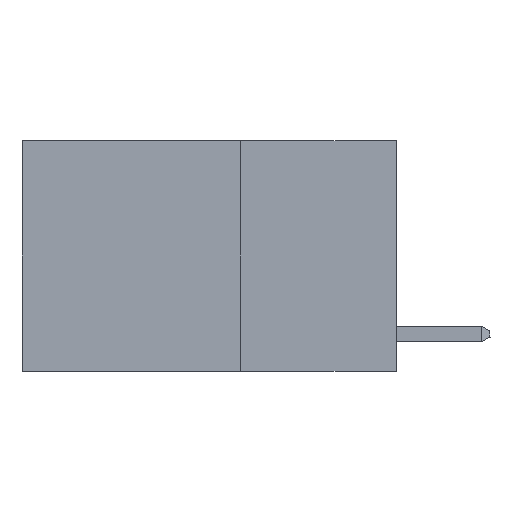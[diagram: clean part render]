
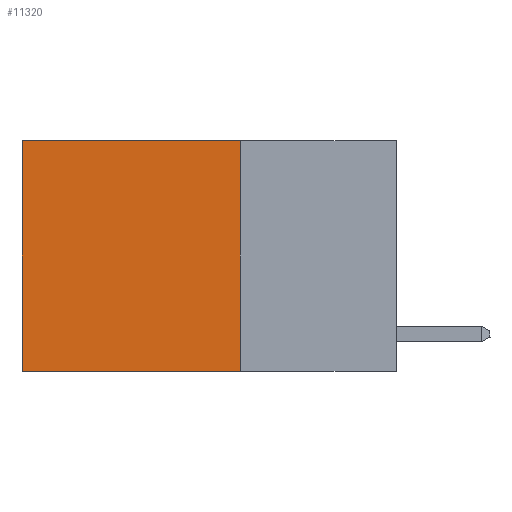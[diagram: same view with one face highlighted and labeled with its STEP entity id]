
A CAD part, left-side view. The second image highlights one B-rep face of the part: STEP entity #11320.
In plain terms, the highlighted planar face has unit normal (-1, 0, 0).
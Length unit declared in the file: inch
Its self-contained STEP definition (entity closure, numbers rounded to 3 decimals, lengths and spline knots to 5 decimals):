
#784 = CARTESIAN_POINT ( 'NONE',  ( 0.2625, 0.25, 0. ) ) ;
#897 = CARTESIAN_POINT ( 'NONE',  ( 0.2625, 0.6, -0.37 ) ) ;
#1887 = VERTEX_POINT ( 'NONE', #10113 ) ;
#2090 = EDGE_CURVE ( 'NONE', #4638, #1887, #6837, .T. ) ;
#2391 = EDGE_CURVE ( 'NONE', #4638, #6267, #8314, .T. ) ;
#2416 = EDGE_CURVE ( 'NONE', #6267, #2979, #10729, .T. ) ;
#2515 = AXIS2_PLACEMENT_3D ( 'NONE', #784, #4804, #11434 ) ;
#2979 = VERTEX_POINT ( 'NONE', #897 ) ;
#3869 = DIRECTION ( 'NONE',  ( 0., 0., -1. ) ) ;
#4158 = CARTESIAN_POINT ( 'NONE',  ( 0.2625, 0.6, 0. ) ) ;
#4638 = VERTEX_POINT ( 'NONE', #9793 ) ;
#4778 = DIRECTION ( 'NONE',  ( 0., 1., 0. ) ) ;
#4804 = DIRECTION ( 'NONE',  ( 1., 0., 0. ) ) ;
#4910 = CARTESIAN_POINT ( 'NONE',  ( 0.2625, 0.25, 0. ) ) ;
#5793 = ORIENTED_EDGE ( 'NONE', *, *, #10507, .F. ) ;
#6267 = VERTEX_POINT ( 'NONE', #12257 ) ;
#6543 = VECTOR ( 'NONE', #6813, 39.37008 ) ;
#6557 = FACE_OUTER_BOUND ( 'NONE', #9383, .T. ) ;
#6813 = DIRECTION ( 'NONE',  ( 0., 0., -1. ) ) ;
#6837 = LINE ( 'NONE', #6869, #6543 ) ;
#6869 = CARTESIAN_POINT ( 'NONE',  ( 0.2625, 0.25, 0. ) ) ;
#7233 = DIRECTION ( 'NONE',  ( 0., 1., 0. ) ) ;
#8190 = VECTOR ( 'NONE', #3869, 39.37008 ) ;
#8314 = LINE ( 'NONE', #4910, #8608 ) ;
#8338 = VECTOR ( 'NONE', #7233, 39.37008 ) ;
#8608 = VECTOR ( 'NONE', #4778, 39.37008 ) ;
#8633 = LINE ( 'NONE', #11970, #8338 ) ;
#8736 = ORIENTED_EDGE ( 'NONE', *, *, #2416, .T. ) ;
#9383 = EDGE_LOOP ( 'NONE', ( #8736, #5793, #10428, #10546 ) ) ;
#9793 = CARTESIAN_POINT ( 'NONE',  ( 0.2625, 0.25, 0. ) ) ;
#10113 = CARTESIAN_POINT ( 'NONE',  ( 0.2625, 0.25, -0.37 ) ) ;
#10428 = ORIENTED_EDGE ( 'NONE', *, *, #2090, .F. ) ;
#10468 = PLANE ( 'NONE',  #2515 ) ;
#10507 = EDGE_CURVE ( 'NONE', #1887, #2979, #8633, .T. ) ;
#10546 = ORIENTED_EDGE ( 'NONE', *, *, #2391, .T. ) ;
#10729 = LINE ( 'NONE', #4158, #8190 ) ;
#11320 = ADVANCED_FACE ( 'NONE', ( #6557 ), #10468, .F. ) ;
#11434 = DIRECTION ( 'NONE',  ( 0., 0., -1. ) ) ;
#11970 = CARTESIAN_POINT ( 'NONE',  ( 0.2625, 0.25, -0.37 ) ) ;
#12257 = CARTESIAN_POINT ( 'NONE',  ( 0.2625, 0.6, 0. ) ) ;
